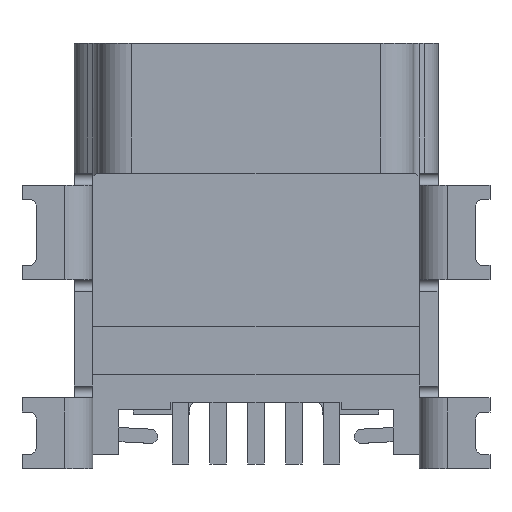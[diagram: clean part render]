
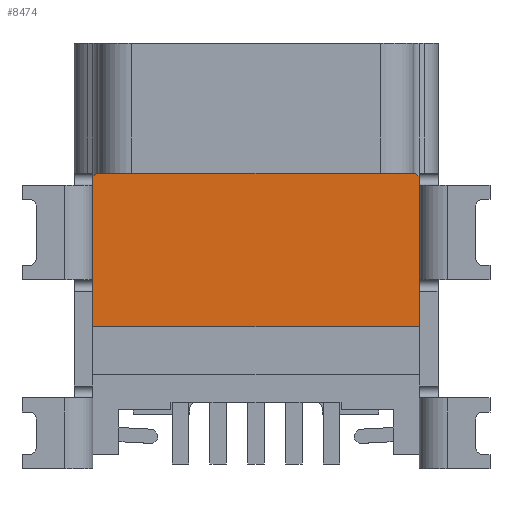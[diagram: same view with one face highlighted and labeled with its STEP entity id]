
A CAD part, front view. The second image highlights one B-rep face of the part: STEP entity #8474.
In plain terms, the highlighted planar face has unit normal (0, -1, 0).
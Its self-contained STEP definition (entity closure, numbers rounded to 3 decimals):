
#1868=DIRECTION('',(-1.,0.,0.));
#1869=VECTOR('',#1868,6.74);
#1870=CARTESIAN_POINT('',(3.37,-2.,-2.75));
#1871=LINE('',#1870,#1869);
#1876=DIRECTION('',(-0.707,0.,-0.707));
#1877=VECTOR('',#1876,0.113);
#1878=CARTESIAN_POINT('',(-3.37,-2.,-2.75));
#1879=LINE('',#1878,#1877);
#1891=DIRECTION('',(-1.,0.,0.));
#1892=VECTOR('',#1891,6.9);
#1893=CARTESIAN_POINT('',(3.45,-2.,-6.));
#1894=LINE('',#1893,#1892);
#1895=DIRECTION('',(0.,0.,-1.));
#1896=VECTOR('',#1895,3.17);
#1897=CARTESIAN_POINT('',(-3.45,-2.,-2.83));
#1898=LINE('',#1897,#1896);
#1899=DIRECTION('',(0.,0.,-1.));
#1900=VECTOR('',#1899,3.17);
#1901=CARTESIAN_POINT('',(3.45,-2.,-2.83));
#1902=LINE('',#1901,#1900);
#1926=DIRECTION('',(0.707,0.,-0.707));
#1927=VECTOR('',#1926,0.113);
#1928=CARTESIAN_POINT('',(3.37,-2.,-2.75));
#1929=LINE('',#1928,#1927);
#4949=CARTESIAN_POINT('',(3.45,-2.,-6.));
#4950=CARTESIAN_POINT('',(-3.45,-2.,-6.));
#4951=VERTEX_POINT('',#4949);
#4952=VERTEX_POINT('',#4950);
#4973=CARTESIAN_POINT('',(3.37,-2.,-2.75));
#4975=VERTEX_POINT('',#4973);
#4977=CARTESIAN_POINT('',(3.45,-2.,-2.83));
#4979=VERTEX_POINT('',#4977);
#4981=CARTESIAN_POINT('',(-3.37,-2.,-2.75));
#4983=VERTEX_POINT('',#4981);
#4985=CARTESIAN_POINT('',(-3.45,-2.,-2.83));
#4987=VERTEX_POINT('',#4985);
#8459=CARTESIAN_POINT('',(3.85,-2.,-2.75));
#8460=DIRECTION('',(0.,-1.,0.));
#8461=DIRECTION('',(-1.,0.,0.));
#8462=AXIS2_PLACEMENT_3D('',#8459,#8460,#8461);
#8463=PLANE('',#8462);
#8465=ORIENTED_EDGE('',*,*,#8464,.T.);
#8466=ORIENTED_EDGE('',*,*,#6745,.F.);
#8467=ORIENTED_EDGE('',*,*,#8452,.F.);
#8468=ORIENTED_EDGE('',*,*,#8441,.F.);
#8470=ORIENTED_EDGE('',*,*,#8469,.T.);
#8471=ORIENTED_EDGE('',*,*,#6488,.T.);
#8472=EDGE_LOOP('',(#8465,#8466,#8467,#8468,#8470,#8471));
#8473=FACE_OUTER_BOUND('',#8472,.F.);
#8474=ADVANCED_FACE('',(#8473),#8463,.T.);
#6488=EDGE_CURVE('',#4979,#4951,#1902,.T.);
#6745=EDGE_CURVE('',#4987,#4952,#1898,.T.);
#8441=EDGE_CURVE('',#4975,#4983,#1871,.T.);
#8452=EDGE_CURVE('',#4983,#4987,#1879,.T.);
#8464=EDGE_CURVE('',#4951,#4952,#1894,.T.);
#8469=EDGE_CURVE('',#4975,#4979,#1929,.T.);
